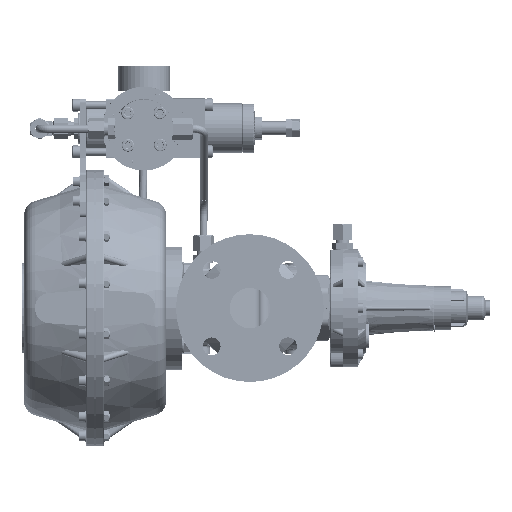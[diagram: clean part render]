
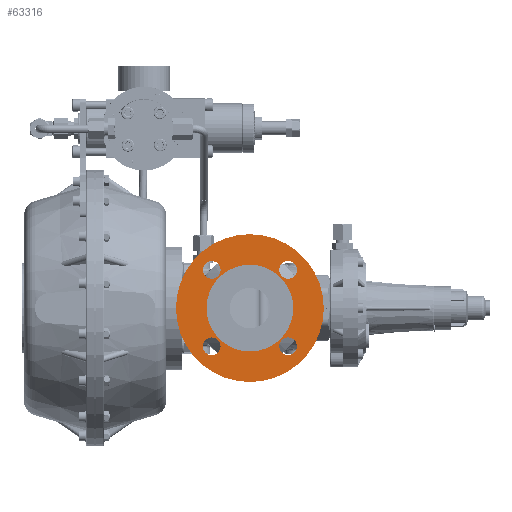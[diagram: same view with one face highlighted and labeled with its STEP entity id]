
A CAD part, left-side view. The second image highlights one B-rep face of the part: STEP entity #63316.
In plain terms, the highlighted planar face has unit normal (-1, 0, 0).
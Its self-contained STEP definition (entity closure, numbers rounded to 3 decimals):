
#2637 = EDGE_CURVE ( 'NONE', #108508, #8461, #149902, .T. ) ;
#3314 = AXIS2_PLACEMENT_3D ( 'NONE', #126544, #115227, #43754 ) ;
#3818 = EDGE_LOOP ( 'NONE', ( #142687, #78832 ) ) ;
#6979 = AXIS2_PLACEMENT_3D ( 'NONE', #63809, #52471, #146592 ) ;
#7109 = CIRCLE ( 'NONE', #112626, 9. ) ;
#8461 = VERTEX_POINT ( 'NONE', #58381 ) ;
#10324 = VERTEX_POINT ( 'NONE', #14547 ) ;
#10756 = FACE_BOUND ( 'NONE', #57695, .T. ) ;
#11347 = CARTESIAN_POINT ( 'NONE',  ( -129.376, 57.175, 344.608 ) ) ;
#11444 = CIRCLE ( 'NONE', #65856, 9. ) ;
#14025 = FACE_BOUND ( 'NONE', #3818, .T. ) ;
#14031 = DIRECTION ( 'NONE',  ( -1., 0., 0. ) ) ;
#14547 = CARTESIAN_POINT ( 'NONE',  ( -129.376, 57.175, 419.608 ) ) ;
#19465 = CARTESIAN_POINT ( 'NONE',  ( -129.376, 95.924, 383.358 ) ) ;
#20842 = CIRCLE ( 'NONE', #51867, 9. ) ;
#23146 = DIRECTION ( 'NONE',  ( -1., 0., 0. ) ) ;
#25302 = CIRCLE ( 'NONE', #54163, 75. ) ;
#28344 = VERTEX_POINT ( 'NONE', #47714 ) ;
#28369 = EDGE_CURVE ( 'NONE', #121866, #121633, #137557, .T. ) ;
#28573 = DIRECTION ( 'NONE',  ( 1., 0., 0. ) ) ;
#29533 = EDGE_LOOP ( 'NONE', ( #130050, #62310 ) ) ;
#31705 = CIRCLE ( 'NONE', #6979, 9. ) ;
#32909 = CARTESIAN_POINT ( 'NONE',  ( -129.376, 95.924, 305.859 ) ) ;
#34176 = ORIENTED_EDGE ( 'NONE', *, *, #47515, .F. ) ;
#37009 = DIRECTION ( 'NONE',  ( 0., 0., 1. ) ) ;
#38870 = VERTEX_POINT ( 'NONE', #68156 ) ;
#42394 = CARTESIAN_POINT ( 'NONE',  ( -129.376, 18.425, 314.859 ) ) ;
#43581 = VERTEX_POINT ( 'NONE', #88717 ) ;
#43754 = DIRECTION ( 'NONE',  ( 0., 0., 1. ) ) ;
#45271 = DIRECTION ( 'NONE',  ( -1., 0., 0. ) ) ;
#46155 = CARTESIAN_POINT ( 'NONE',  ( -129.376, 57.175, 300.608 ) ) ;
#47024 = VERTEX_POINT ( 'NONE', #140626 ) ;
#47515 = EDGE_CURVE ( 'NONE', #121633, #121866, #141100, .T. ) ;
#47714 = CARTESIAN_POINT ( 'NONE',  ( -129.376, 95.924, 314.859 ) ) ;
#49329 = FACE_BOUND ( 'NONE', #65713, .T. ) ;
#51867 = AXIS2_PLACEMENT_3D ( 'NONE', #95925, #14031, #96409 ) ;
#52471 = DIRECTION ( 'NONE',  ( -1., 0., 0. ) ) ;
#54163 = AXIS2_PLACEMENT_3D ( 'NONE', #64240, #63731, #122845 ) ;
#54242 = ORIENTED_EDGE ( 'NONE', *, *, #138617, .F. ) ;
#55491 = CARTESIAN_POINT ( 'NONE',  ( -129.376, 95.924, 392.358 ) ) ;
#57654 = DIRECTION ( 'NONE',  ( -1., 0., 0. ) ) ;
#57695 = EDGE_LOOP ( 'NONE', ( #34176, #118823 ) ) ;
#58381 = CARTESIAN_POINT ( 'NONE',  ( -129.376, 18.425, 374.358 ) ) ;
#61300 = EDGE_CURVE ( 'NONE', #38870, #28344, #63689, .T. ) ;
#62236 = DIRECTION ( 'NONE',  ( -1., 0., 0. ) ) ;
#62306 = VERTEX_POINT ( 'NONE', #42394 ) ;
#62310 = ORIENTED_EDGE ( 'NONE', *, *, #92634, .F. ) ;
#62926 = EDGE_LOOP ( 'NONE', ( #54242, #88644 ) ) ;
#63316 = ADVANCED_FACE ( 'NONE', ( #10756, #145294, #126686, #49329, #132143, #14025 ), #126343, .T. ) ;
#63689 = CIRCLE ( 'NONE', #3314, 9. ) ;
#63731 = DIRECTION ( 'NONE',  ( 1., 0., 0. ) ) ;
#63809 = CARTESIAN_POINT ( 'NONE',  ( -129.376, 95.924, 383.358 ) ) ;
#64240 = CARTESIAN_POINT ( 'NONE',  ( -129.376, 57.175, 344.608 ) ) ;
#65713 = EDGE_LOOP ( 'NONE', ( #150426, #118360 ) ) ;
#65856 = AXIS2_PLACEMENT_3D ( 'NONE', #32909, #57654, #131155 ) ;
#66047 = AXIS2_PLACEMENT_3D ( 'NONE', #121779, #28573, #97664 ) ;
#66749 = AXIS2_PLACEMENT_3D ( 'NONE', #115024, #138660, #80609 ) ;
#68156 = CARTESIAN_POINT ( 'NONE',  ( -129.376, 95.924, 296.859 ) ) ;
#68588 = AXIS2_PLACEMENT_3D ( 'NONE', #112982, #149972, #139126 ) ;
#69516 = VERTEX_POINT ( 'NONE', #55491 ) ;
#71585 = CARTESIAN_POINT ( 'NONE',  ( -129.376, 18.425, 392.358 ) ) ;
#73905 = ORIENTED_EDGE ( 'NONE', *, *, #132478, .F. ) ;
#78832 = ORIENTED_EDGE ( 'NONE', *, *, #61300, .F. ) ;
#80609 = DIRECTION ( 'NONE',  ( 0., 0., -1. ) ) ;
#83261 = DIRECTION ( 'NONE',  ( 0., 0., 1. ) ) ;
#83744 = CIRCLE ( 'NONE', #137856, 9. ) ;
#85585 = CIRCLE ( 'NONE', #66047, 75. ) ;
#87189 = EDGE_CURVE ( 'NONE', #43581, #62306, #7109, .T. ) ;
#88268 = CARTESIAN_POINT ( 'NONE',  ( -129.376, 57.175, 388.608 ) ) ;
#88617 = DIRECTION ( 'NONE',  ( -1., 0., 0. ) ) ;
#88644 = ORIENTED_EDGE ( 'NONE', *, *, #87189, .F. ) ;
#88717 = CARTESIAN_POINT ( 'NONE',  ( -129.376, 18.425, 296.859 ) ) ;
#89391 = CIRCLE ( 'NONE', #113202, 9. ) ;
#92634 = EDGE_CURVE ( 'NONE', #8461, #108508, #83744, .T. ) ;
#93633 = DIRECTION ( 'NONE',  ( 0., 0., 1. ) ) ;
#95925 = CARTESIAN_POINT ( 'NONE',  ( -129.376, 18.425, 305.859 ) ) ;
#96409 = DIRECTION ( 'NONE',  ( 0., 0., 1. ) ) ;
#97664 = DIRECTION ( 'NONE',  ( 0., 0., -1. ) ) ;
#98518 = EDGE_CURVE ( 'NONE', #47024, #10324, #25302, .T. ) ;
#105599 = DIRECTION ( 'NONE',  ( 0., 0., 1. ) ) ;
#108508 = VERTEX_POINT ( 'NONE', #71585 ) ;
#111334 = ORIENTED_EDGE ( 'NONE', *, *, #98518, .F. ) ;
#112353 = VERTEX_POINT ( 'NONE', #142653 ) ;
#112626 = AXIS2_PLACEMENT_3D ( 'NONE', #142974, #62236, #37009 ) ;
#112982 = CARTESIAN_POINT ( 'NONE',  ( -129.376, 18.425, 383.358 ) ) ;
#113202 = AXIS2_PLACEMENT_3D ( 'NONE', #19465, #45271, #93633 ) ;
#115024 = CARTESIAN_POINT ( 'NONE',  ( -129.376, 57.175, 344.608 ) ) ;
#115090 = EDGE_CURVE ( 'NONE', #112353, #69516, #89391, .T. ) ;
#115227 = DIRECTION ( 'NONE',  ( -1., 0., 0. ) ) ;
#118360 = ORIENTED_EDGE ( 'NONE', *, *, #115090, .F. ) ;
#118823 = ORIENTED_EDGE ( 'NONE', *, *, #28369, .F. ) ;
#121633 = VERTEX_POINT ( 'NONE', #46155 ) ;
#121779 = CARTESIAN_POINT ( 'NONE',  ( -129.376, 57.175, 344.608 ) ) ;
#121866 = VERTEX_POINT ( 'NONE', #88268 ) ;
#122520 = DIRECTION ( 'NONE',  ( 0., 0., 1. ) ) ;
#122845 = DIRECTION ( 'NONE',  ( 0., 0., -1. ) ) ;
#123211 = AXIS2_PLACEMENT_3D ( 'NONE', #141298, #130516, #83261 ) ;
#126343 = PLANE ( 'NONE',  #66749 ) ;
#126544 = CARTESIAN_POINT ( 'NONE',  ( -129.376, 95.924, 305.859 ) ) ;
#126686 = FACE_BOUND ( 'NONE', #29533, .T. ) ;
#130050 = ORIENTED_EDGE ( 'NONE', *, *, #2637, .F. ) ;
#130516 = DIRECTION ( 'NONE',  ( -1., 0., 0. ) ) ;
#131155 = DIRECTION ( 'NONE',  ( 0., 0., 1. ) ) ;
#132143 = FACE_BOUND ( 'NONE', #62926, .T. ) ;
#132478 = EDGE_CURVE ( 'NONE', #10324, #47024, #85585, .T. ) ;
#133676 = EDGE_CURVE ( 'NONE', #69516, #112353, #31705, .T. ) ;
#135891 = CARTESIAN_POINT ( 'NONE',  ( -129.376, 18.425, 383.358 ) ) ;
#137557 = CIRCLE ( 'NONE', #123211, 44. ) ;
#137856 = AXIS2_PLACEMENT_3D ( 'NONE', #135891, #88617, #122520 ) ;
#138617 = EDGE_CURVE ( 'NONE', #62306, #43581, #20842, .T. ) ;
#138660 = DIRECTION ( 'NONE',  ( -1., 0., 0. ) ) ;
#139126 = DIRECTION ( 'NONE',  ( 0., 0., 1. ) ) ;
#139885 = EDGE_CURVE ( 'NONE', #28344, #38870, #11444, .T. ) ;
#140626 = CARTESIAN_POINT ( 'NONE',  ( -129.376, 57.175, 269.608 ) ) ;
#141100 = CIRCLE ( 'NONE', #147787, 44. ) ;
#141298 = CARTESIAN_POINT ( 'NONE',  ( -129.376, 57.175, 344.608 ) ) ;
#142653 = CARTESIAN_POINT ( 'NONE',  ( -129.376, 95.924, 374.358 ) ) ;
#142687 = ORIENTED_EDGE ( 'NONE', *, *, #139885, .F. ) ;
#142974 = CARTESIAN_POINT ( 'NONE',  ( -129.376, 18.425, 305.859 ) ) ;
#145294 = FACE_OUTER_BOUND ( 'NONE', #152511, .T. ) ;
#146592 = DIRECTION ( 'NONE',  ( 0., 0., 1. ) ) ;
#147787 = AXIS2_PLACEMENT_3D ( 'NONE', #11347, #23146, #105599 ) ;
#149902 = CIRCLE ( 'NONE', #68588, 9. ) ;
#149972 = DIRECTION ( 'NONE',  ( -1., 0., 0. ) ) ;
#150426 = ORIENTED_EDGE ( 'NONE', *, *, #133676, .F. ) ;
#152511 = EDGE_LOOP ( 'NONE', ( #111334, #73905 ) ) ;
